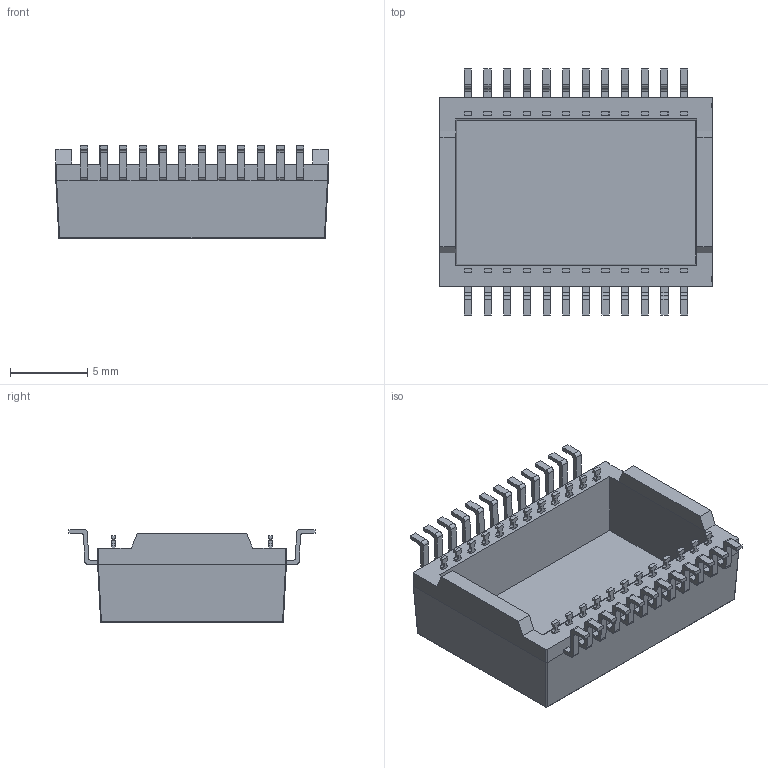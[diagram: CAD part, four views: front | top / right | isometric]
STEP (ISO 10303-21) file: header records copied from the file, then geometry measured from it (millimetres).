
FILE_DESCRIPTION(/* description */ ('Unknown','CAx-IF Rec.Pracs.---Representation and Presentation of Product Manufacturing Information (PMI)---4.0---2014-10-13','CAx-IF Rec.Pracs.---3D Tessellated Geometry---0.4---2014-09-14','2;1'),/* implementation_level */ '2;1');
FILE_NAME(/* name */ '749020010A',/* time_stamp */ '2024-01-06T14:56:37+08:00',/* author */ ('Unknown'),/* organization */ ('Unknown'),/* preprocessor_version */ 'ST-DEVELOPER v16.7',/* originating_system */ 'Solid Edge',/* authorisation */ 'Unknown');
FILE_SCHEMA (('AP242_MANAGED_MODEL_BASED_3D_ENGINEERING_MIM_LF { 1 0 10303 442 1 1 4 }'));
Length unit declared in the file: millimetre
Products named in the file (3): 749020010A; House; Pin
Assembly tree (2 placements, depth 2):
  749020010A
    House
    Pin
Bounding box: 17.6 x 15.9 x 6 mm (x, y, z)
Volume: 419.1 mm3; surface area: 1159.5 mm2
Topology: 49 solids, 49 shells, 1155 faces, 3064 edges, 2018 vertices
Faces by surface type: plane 882, cylinder 228, bspline 41, sphere 4
Full cylindrical faces by diameter (mm): 1.2 x1
Entity records: 45628 total; most frequent: CARTESIAN_POINT 8954, ORIENTED_EDGE 6094, DIRECTION 5515, EDGE_CURVE 3047, LINE 2377, VECTOR 2377, VERTEX_POINT 2018, AXIS2_PLACEMENT_3D 1569
